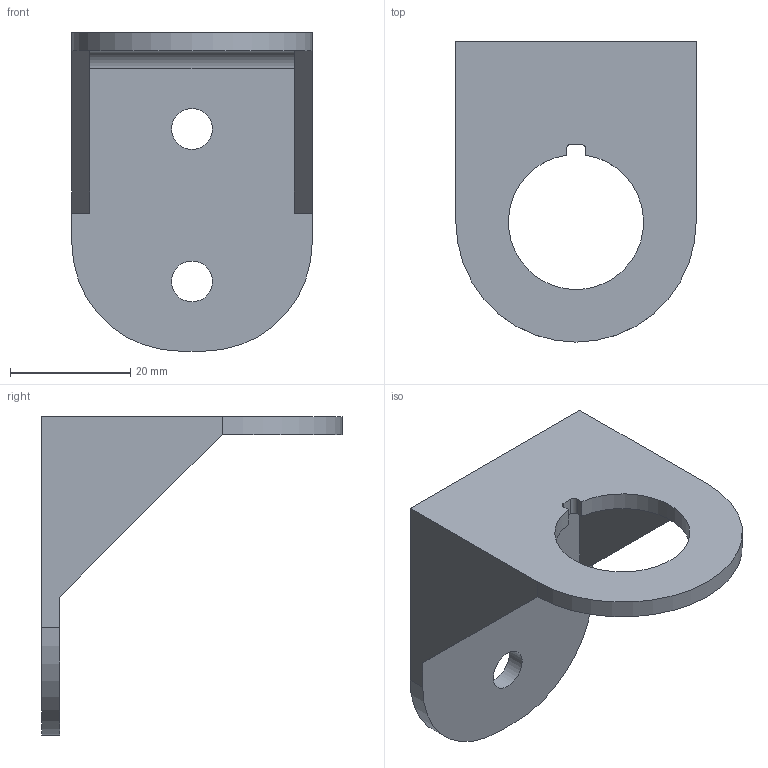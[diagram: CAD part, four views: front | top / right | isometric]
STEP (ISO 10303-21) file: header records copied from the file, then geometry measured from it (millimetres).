
FILE_DESCRIPTION(/* description */ ('STEP AP242','CAx-IF Rec.Pracs.---Representation and Presentation of Product Manufacturing Information (PMI)---4.0---2014-10-13','CAx-IF Rec.Pracs.---3D Tessellated Geometry---0.4---2014-09-14','2;1'),/* implementation_level */ '2;1');
FILE_NAME(/* name */ '61d350b0f73fb8773bac4c7a',/* time_stamp */ '2022-01-03T19:38:24+00:00',/* author */ (''),/* organization */ (''),/* preprocessor_version */ 'ST-DEVELOPER v18.101',/* originating_system */ ' ',/* authorisation */ ' ');
FILE_SCHEMA (('AP242_MANAGED_MODEL_BASED_3D_ENGINEERING_MIM_LF { 1 0 10303 442 1 1 4 }'));
Length unit declared in the file: metre
Products named in the file (1): Part 1
Bounding box: 40 x 50 x 53 mm (x, y, z)
Volume: 11893.9 mm3; surface area: 8834.1 mm2
Topology: 1 solids, 1 shells, 23 faces, 61 edges, 40 vertices
Faces by surface type: plane 14, cylinder 9
Full cylindrical faces by diameter (mm): 6.8 x2
Entity records: 741 total; most frequent: DIRECTION 125, CARTESIAN_POINT 123, ORIENTED_EDGE 118, EDGE_CURVE 59, AXIS2_PLACEMENT_3D 42, LINE 41, VECTOR 41, VERTEX_POINT 40
